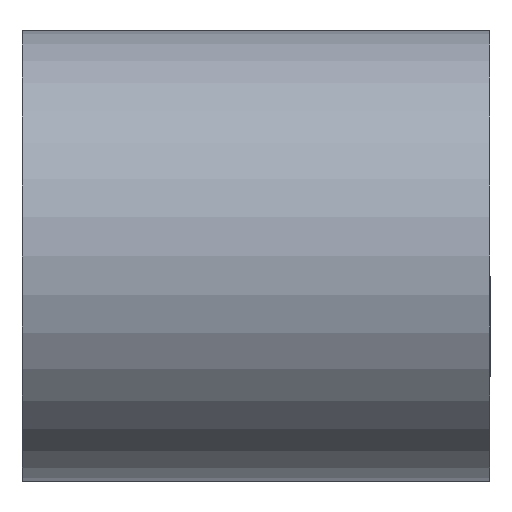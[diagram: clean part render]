
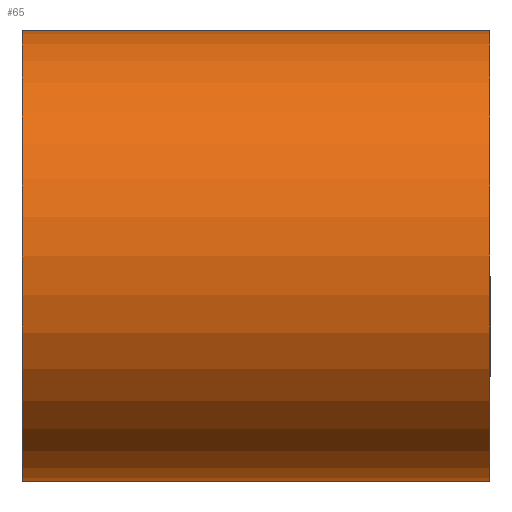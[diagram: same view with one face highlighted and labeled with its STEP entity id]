
A CAD part, front view. The second image highlights one B-rep face of the part: STEP entity #65.
In plain terms, the highlighted cylindrical face has radius 13.5 mm (diameter 27 mm), a full revolution.
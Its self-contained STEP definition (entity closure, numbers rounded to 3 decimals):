
#23=FACE_OUTER_BOUND('',#27,.T.);
#27=EDGE_LOOP('',(#51,#52,#53,#54));
#33=LINE('',#111,#35);
#35=VECTOR('',#89,13.5);
#37=CIRCLE('',#73,13.5);
#38=CIRCLE('',#74,13.5);
#41=VERTEX_POINT('',#108);
#42=VERTEX_POINT('',#110);
#45=EDGE_CURVE('',#41,#41,#37,.T.);
#46=EDGE_CURVE('',#41,#42,#33,.T.);
#47=EDGE_CURVE('',#42,#42,#38,.T.);
#51=ORIENTED_EDGE('',*,*,#45,.T.);
#52=ORIENTED_EDGE('',*,*,#46,.T.);
#53=ORIENTED_EDGE('',*,*,#47,.T.);
#54=ORIENTED_EDGE('',*,*,#46,.F.);
#63=CYLINDRICAL_SURFACE('',#72,13.5);
#65=ADVANCED_FACE('',(#23),#63,.T.);
#72=AXIS2_PLACEMENT_3D('',#107,#85,#86);
#73=AXIS2_PLACEMENT_3D('',#109,#87,#88);
#74=AXIS2_PLACEMENT_3D('',#112,#90,#91);
#85=DIRECTION('center_axis',(0.,0.,1.));
#86=DIRECTION('ref_axis',(1.,0.,0.));
#87=DIRECTION('center_axis',(0.,0.,-1.));
#88=DIRECTION('ref_axis',(1.,0.,0.));
#89=DIRECTION('',(0.,0.,-1.));
#90=DIRECTION('center_axis',(0.,0.,1.));
#91=DIRECTION('ref_axis',(1.,0.,0.));
#107=CARTESIAN_POINT('Origin',(0.,0.,0.));
#108=CARTESIAN_POINT('',(-13.5,0.,31.3));
#109=CARTESIAN_POINT('Origin',(0.,0.,31.3));
#110=CARTESIAN_POINT('',(-13.5,0.,3.3));
#111=CARTESIAN_POINT('',(-13.5,0.,0.));
#112=CARTESIAN_POINT('Origin',(0.,0.,3.3));
